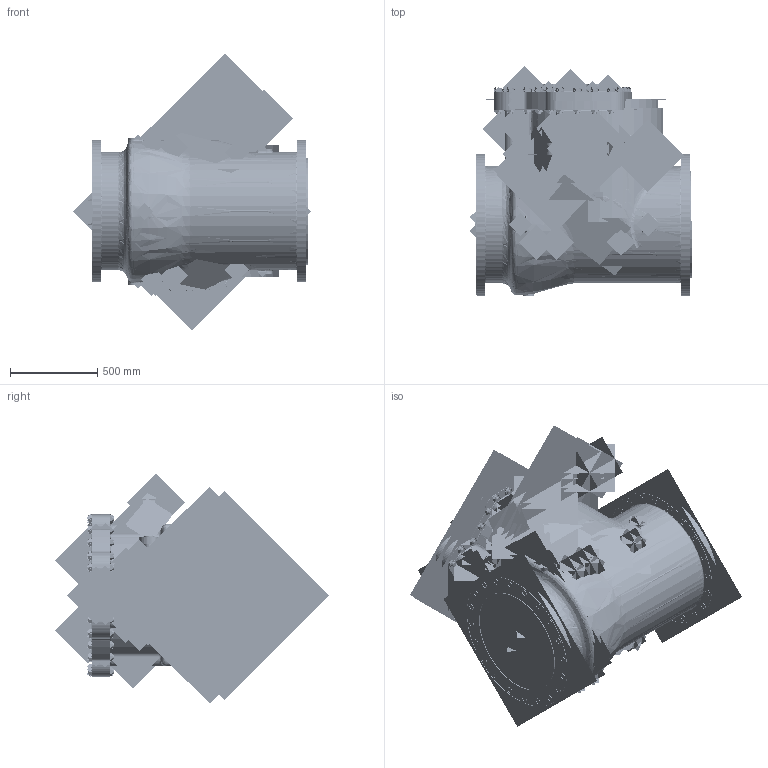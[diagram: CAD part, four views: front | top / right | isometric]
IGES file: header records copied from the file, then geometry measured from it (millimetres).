
Start section:  PTC IGES file: swing_check_valve_80011-flxfl-c_asm.igs
Global section: file name: swing_check_valve_80011-flxfl-c_asm.igs; native system: Creo Parametric by Parametric Technology Corporation; preprocessor: 2013050; author: HAPPY; organization: Unknown; date: 20161221.164936; units: inch
Bounding box: 1363.06 x 1568.1 x 1583.88 mm (x, y, z)
Volume: 209986625.3 mm3; surface area: 76130283.2 mm2
Topology: 86 solids, 86 shells, 5722 faces, 28518 edges, 36078 vertices
Faces by surface type: revolution 3802, bspline 1920
